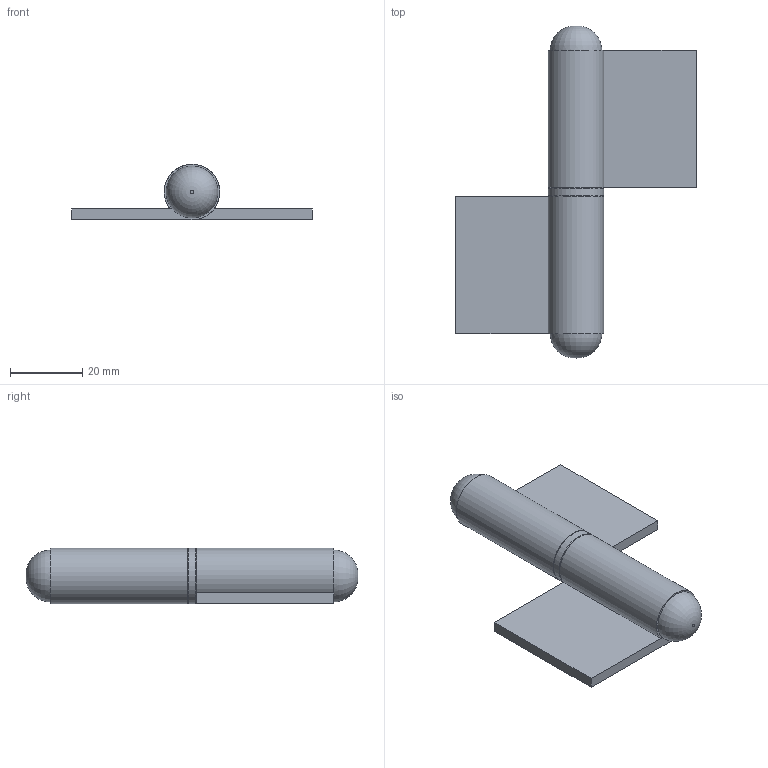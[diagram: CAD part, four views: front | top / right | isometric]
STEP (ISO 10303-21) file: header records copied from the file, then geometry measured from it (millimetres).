
FILE_DESCRIPTION (( 'STEP AP203' ), '1' );
FILE_NAME ('430-80L.step', '2022-07-01T08:23:31', ( '' ), ( '' ), 'SwSTEP 2.0', 'SolidWorks 2018', '' );
FILE_SCHEMA (( 'CONFIG_CONTROL_DESIGN' ));
Length unit declared in the file: millimetre
Products named in the file (3): 430-xxL Teil2_430-80L Teil2; 430-80L; 430-xxL Teil1_430-80L Teil1
Assembly tree (2 placements, depth 2):
  430-80L
    430-xxL Teil2_430-80L Teil2
    430-xxL Teil1_430-80L Teil1
Bounding box: 66.6 x 92 x 15.4 mm (x, y, z)
Volume: 20045.7 mm3; surface area: 13745.2 mm2
Topology: 3 solids, 3 shells, 232 faces, 598 edges, 397 vertices
Faces by surface type: plane 123, bspline 97, cylinder 7, torus 4, cone 1
Full cylindrical faces by diameter (mm): 9 x2, 15.4 x1
Entity records: 12530 total; most frequent: CARTESIAN_POINT 7273, ORIENTED_EDGE 1172, DIRECTION 695, EDGE_CURVE 586, VERTEX_POINT 393, LINE 369, VECTOR 369, EDGE_LOOP 265
